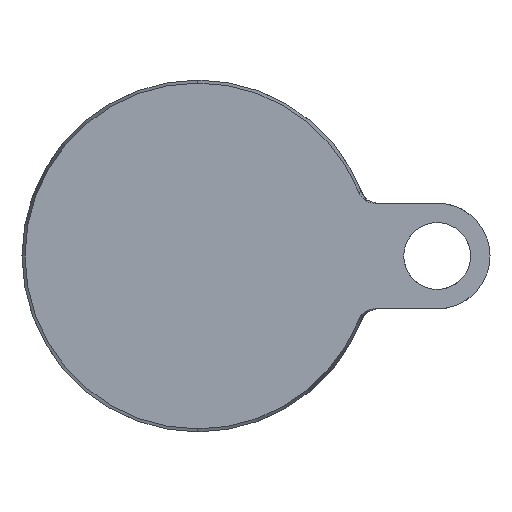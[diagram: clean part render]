
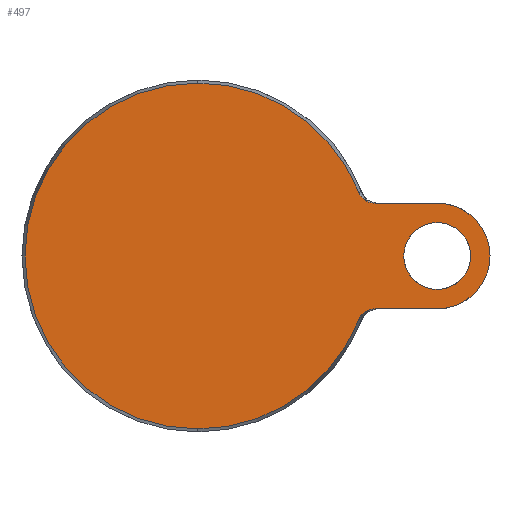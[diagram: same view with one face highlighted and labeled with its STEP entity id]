
A CAD part, front view. The second image highlights one B-rep face of the part: STEP entity #497.
In plain terms, the highlighted planar face has unit normal (0, -1, 0).
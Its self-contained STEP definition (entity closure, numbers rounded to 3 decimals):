
#11 = EDGE_CURVE ( 'NONE', #679, #1241, #59, .T. ) ;
#17 = CARTESIAN_POINT ( 'NONE',  ( 0., 0., -49.143 ) ) ;
#46 = CARTESIAN_POINT ( 'NONE',  ( 46.749, 0., -16.497 ) ) ;
#59 = LINE ( 'NONE', #470, #208 ) ;
#66 = CARTESIAN_POINT ( 'NONE',  ( 46.1, 0., -17.269 ) ) ;
#72 = CARTESIAN_POINT ( 'NONE',  ( 50.366, 0., -15. ) ) ;
#74 = CIRCLE ( 'NONE', #1164, 49.143 ) ;
#85 = CIRCLE ( 'NONE', #856, 49.143 ) ;
#89 = CARTESIAN_POINT ( 'NONE',  ( 50.366, 0., -15. ) ) ;
#107 = CARTESIAN_POINT ( 'NONE',  ( 15., 0., 15. ) ) ;
#116 = ORIENTED_EDGE ( 'NONE', *, *, #471, .T. ) ;
#124 = VERTEX_POINT ( 'NONE', #1096 ) ;
#133 = B_SPLINE_CURVE_WITH_KNOTS ( 'NONE', 3,
 ( #311, #1030, #66, #1232, #46, #1117, #181, #255, #902, #1215, #468, #1330, #595, #1314, #911, #72 ),
 .UNSPECIFIED., .F., .F.,
 ( 4, 2, 2, 2, 2, 2, 2, 4 ),
 ( 0., 0.001, 0.002, 0.003, 0.004, 0.004, 0.005, 0.006 ),
 .UNSPECIFIED. ) ;
#141 = ORIENTED_EDGE ( 'NONE', *, *, #191, .F. ) ;
#165 = CARTESIAN_POINT ( 'NONE',  ( 68., 0., 0. ) ) ;
#172 = ORIENTED_EDGE ( 'NONE', *, *, #250, .T. ) ;
#180 = DIRECTION ( 'NONE',  ( 0., -1., 0. ) ) ;
#181 = CARTESIAN_POINT ( 'NONE',  ( 47.314, 0., -16.005 ) ) ;
#191 = EDGE_CURVE ( 'NONE', #296, #679, #769, .T. ) ;
#197 = VERTEX_POINT ( 'NONE', #437 ) ;
#208 = VECTOR ( 'NONE', #588, 1000. ) ;
#222 = CARTESIAN_POINT ( 'NONE',  ( 46.751, 0., 16.495 ) ) ;
#230 = EDGE_CURVE ( 'NONE', #908, #197, #1084, .T. ) ;
#237 = CARTESIAN_POINT ( 'NONE',  ( 48.644, 0., 15.292 ) ) ;
#250 = EDGE_CURVE ( 'NONE', #1320, #352, #1282, .T. ) ;
#255 = CARTESIAN_POINT ( 'NONE',  ( 47.73, 0., -15.726 ) ) ;
#276 = CIRCLE ( 'NONE', #589, 9.5 ) ;
#280 = VERTEX_POINT ( 'NONE', #584 ) ;
#296 = VERTEX_POINT ( 'NONE', #814 ) ;
#300 = ORIENTED_EDGE ( 'NONE', *, *, #1090, .F. ) ;
#311 = CARTESIAN_POINT ( 'NONE',  ( 45.66, 0., -18.169 ) ) ;
#337 = VECTOR ( 'NONE', #912, 1000. ) ;
#347 = CARTESIAN_POINT ( 'NONE',  ( 46.108, 0., 17.258 ) ) ;
#352 = VERTEX_POINT ( 'NONE', #630 ) ;
#354 = ORIENTED_EDGE ( 'NONE', *, *, #230, .T. ) ;
#386 = ORIENTED_EDGE ( 'NONE', *, *, #507, .T. ) ;
#435 = B_SPLINE_CURVE_WITH_KNOTS ( 'NONE', 3,
 ( #1195, #1188, #873, #237, #865, #859, #962, #439, #1200, #222, #652, #347, #1307, #447 ),
 .UNSPECIFIED., .F., .F.,
 ( 4, 2, 2, 2, 2, 2, 4 ),
 ( 0., 0.001, 0.002, 0.003, 0.004, 0.004, 0.006 ),
 .UNSPECIFIED. ) ;
#437 = CARTESIAN_POINT ( 'NONE',  ( 45.66, 0., -18.169 ) ) ;
#439 = CARTESIAN_POINT ( 'NONE',  ( 47.322, 0., 16. ) ) ;
#447 = CARTESIAN_POINT ( 'NONE',  ( 45.66, 0., 18.169 ) ) ;
#456 = CARTESIAN_POINT ( 'NONE',  ( 0., 0., 0. ) ) ;
#468 = CARTESIAN_POINT ( 'NONE',  ( 48.637, 0., -15.295 ) ) ;
#470 = CARTESIAN_POINT ( 'NONE',  ( 15., 0., -15. ) ) ;
#471 = EDGE_CURVE ( 'NONE', #197, #1241, #133, .T. ) ;
#486 = DIRECTION ( 'NONE',  ( 0., 0., 1. ) ) ;
#494 = FACE_OUTER_BOUND ( 'NONE', #944, .T. ) ;
#497 = ADVANCED_FACE ( 'NONE', ( #494, #586 ), #577, .F. ) ;
#500 = DIRECTION ( 'NONE',  ( 0., 0., -1. ) ) ;
#506 = DIRECTION ( 'NONE',  ( 0., 0., -1. ) ) ;
#507 = EDGE_CURVE ( 'NONE', #352, #1320, #276, .T. ) ;
#508 = EDGE_LOOP ( 'NONE', ( #386, #172 ) ) ;
#531 = ORIENTED_EDGE ( 'NONE', *, *, #663, .T. ) ;
#559 = CARTESIAN_POINT ( 'NONE',  ( 50.366, 0., 15. ) ) ;
#577 = PLANE ( 'NONE',  #1059 ) ;
#584 = CARTESIAN_POINT ( 'NONE',  ( 0., 0., 49.143 ) ) ;
#586 = FACE_BOUND ( 'NONE', #508, .T. ) ;
#588 = DIRECTION ( 'NONE',  ( -1., 0., 0. ) ) ;
#589 = AXIS2_PLACEMENT_3D ( 'NONE', #165, #784, #887 ) ;
#595 = CARTESIAN_POINT ( 'NONE',  ( 49.363, 0., -15.093 ) ) ;
#602 = AXIS2_PLACEMENT_3D ( 'NONE', #1230, #180, #506 ) ;
#610 = CARTESIAN_POINT ( 'NONE',  ( 0., 0., 0. ) ) ;
#630 = CARTESIAN_POINT ( 'NONE',  ( 68., 0., -9.5 ) ) ;
#652 = CARTESIAN_POINT ( 'NONE',  ( 46.58, 0., 16.677 ) ) ;
#663 = EDGE_CURVE ( 'NONE', #280, #908, #85, .T. ) ;
#667 = DIRECTION ( 'NONE',  ( 0., 0., -1. ) ) ;
#679 = VERTEX_POINT ( 'NONE', #839 ) ;
#693 = DIRECTION ( 'NONE',  ( 0., 1., 0. ) ) ;
#718 = DIRECTION ( 'NONE',  ( 0., -1., 0. ) ) ;
#769 = CIRCLE ( 'NONE', #950, 15. ) ;
#774 = CARTESIAN_POINT ( 'NONE',  ( 68., 0., 0. ) ) ;
#784 = DIRECTION ( 'NONE',  ( 0., 1., 0. ) ) ;
#814 = CARTESIAN_POINT ( 'NONE',  ( 68., 0., 15. ) ) ;
#839 = CARTESIAN_POINT ( 'NONE',  ( 68., 0., -15. ) ) ;
#842 = EDGE_CURVE ( 'NONE', #1011, #124, #435, .T. ) ;
#856 = AXIS2_PLACEMENT_3D ( 'NONE', #610, #718, #500 ) ;
#859 = CARTESIAN_POINT ( 'NONE',  ( 47.955, 0., 15.598 ) ) ;
#865 = CARTESIAN_POINT ( 'NONE',  ( 48.407, 0., 15.384 ) ) ;
#873 = CARTESIAN_POINT ( 'NONE',  ( 49.366, 0., 15.074 ) ) ;
#887 = DIRECTION ( 'NONE',  ( 0., 0., 1. ) ) ;
#902 = CARTESIAN_POINT ( 'NONE',  ( 47.952, 0., -15.6 ) ) ;
#908 = VERTEX_POINT ( 'NONE', #17 ) ;
#911 = CARTESIAN_POINT ( 'NONE',  ( 50.113, 0., -15. ) ) ;
#912 = DIRECTION ( 'NONE',  ( 1., 0., 0. ) ) ;
#922 = AXIS2_PLACEMENT_3D ( 'NONE', #1359, #693, #1345 ) ;
#944 = EDGE_LOOP ( 'NONE', ( #300, #1334, #1261, #531, #354, #116, #1056, #141 ) ) ;
#950 = AXIS2_PLACEMENT_3D ( 'NONE', #774, #1086, #667 ) ;
#962 = CARTESIAN_POINT ( 'NONE',  ( 47.738, 0., 15.721 ) ) ;
#1011 = VERTEX_POINT ( 'NONE', #559 ) ;
#1024 = DIRECTION ( 'NONE',  ( 0., 1., 0. ) ) ;
#1030 = CARTESIAN_POINT ( 'NONE',  ( 45.848, 0., -17.699 ) ) ;
#1047 = EDGE_CURVE ( 'NONE', #124, #280, #74, .T. ) ;
#1056 = ORIENTED_EDGE ( 'NONE', *, *, #11, .F. ) ;
#1059 = AXIS2_PLACEMENT_3D ( 'NONE', #1339, #1024, #486 ) ;
#1061 = LINE ( 'NONE', #107, #337 ) ;
#1076 = DIRECTION ( 'NONE',  ( 0., -1., 0. ) ) ;
#1084 = CIRCLE ( 'NONE', #602, 49.143 ) ;
#1086 = DIRECTION ( 'NONE',  ( 0., 1., 0. ) ) ;
#1090 = EDGE_CURVE ( 'NONE', #1011, #296, #1061, .T. ) ;
#1096 = CARTESIAN_POINT ( 'NONE',  ( 45.66, 0., 18.169 ) ) ;
#1117 = CARTESIAN_POINT ( 'NONE',  ( 47.118, 0., -16.16 ) ) ;
#1164 = AXIS2_PLACEMENT_3D ( 'NONE', #456, #1076, #1209 ) ;
#1188 = CARTESIAN_POINT ( 'NONE',  ( 49.86, 0., 15. ) ) ;
#1195 = CARTESIAN_POINT ( 'NONE',  ( 50.366, 0., 15. ) ) ;
#1200 = CARTESIAN_POINT ( 'NONE',  ( 47.122, 0., 16.157 ) ) ;
#1209 = DIRECTION ( 'NONE',  ( 0., 0., -1. ) ) ;
#1215 = CARTESIAN_POINT ( 'NONE',  ( 48.405, 0., -15.385 ) ) ;
#1230 = CARTESIAN_POINT ( 'NONE',  ( 0., 0., 0. ) ) ;
#1232 = CARTESIAN_POINT ( 'NONE',  ( 46.575, 0., -16.681 ) ) ;
#1241 = VERTEX_POINT ( 'NONE', #89 ) ;
#1248 = CARTESIAN_POINT ( 'NONE',  ( 68., 0., 9.5 ) ) ;
#1261 = ORIENTED_EDGE ( 'NONE', *, *, #1047, .T. ) ;
#1282 = CIRCLE ( 'NONE', #922, 9.5 ) ;
#1307 = CARTESIAN_POINT ( 'NONE',  ( 45.848, 0., 17.699 ) ) ;
#1314 = CARTESIAN_POINT ( 'NONE',  ( 49.862, 0., -15.019 ) ) ;
#1320 = VERTEX_POINT ( 'NONE', #1248 ) ;
#1330 = CARTESIAN_POINT ( 'NONE',  ( 49.116, 0., -15.149 ) ) ;
#1334 = ORIENTED_EDGE ( 'NONE', *, *, #842, .T. ) ;
#1339 = CARTESIAN_POINT ( 'NONE',  ( -49.143, 0., 0. ) ) ;
#1345 = DIRECTION ( 'NONE',  ( 0., 0., 1. ) ) ;
#1359 = CARTESIAN_POINT ( 'NONE',  ( 68., 0., 0. ) ) ;
